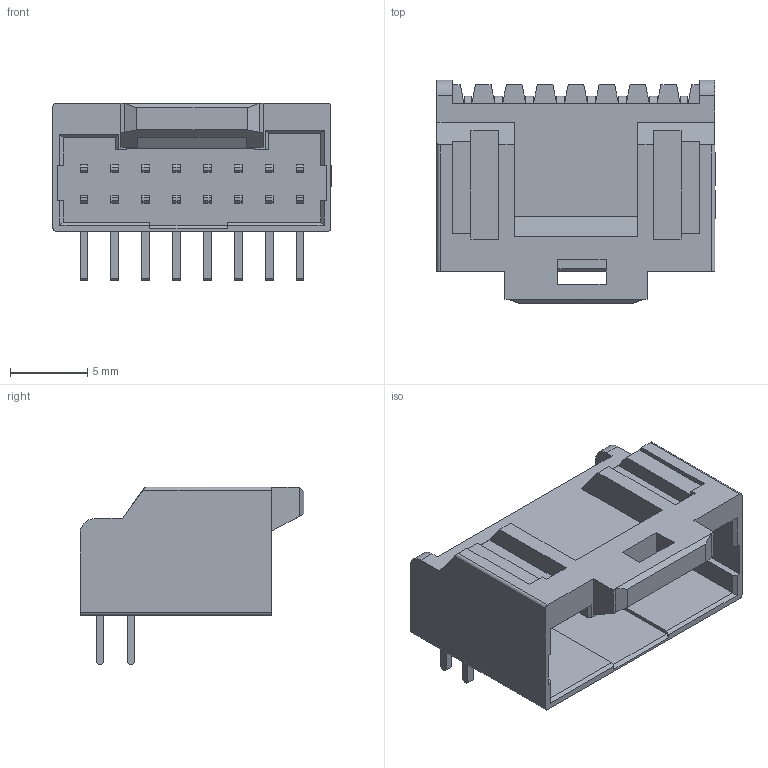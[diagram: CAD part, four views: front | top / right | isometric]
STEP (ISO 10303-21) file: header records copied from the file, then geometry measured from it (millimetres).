
FILE_DESCRIPTION (( 'STEP AP214' ), '1' );
FILE_NAME ('CONN-TH_5018761640.step', '2022-08-03T17:19:46', ( '' ), ( '' ), 'SwSTEP 2.0', 'SolidWorks 2020', '' );
FILE_SCHEMA (( 'AUTOMOTIVE_DESIGN' ));
Length unit declared in the file: millimetre
Products named in the file (1): CONN-TH_5018761640
Bounding box: 18 x 14.5 x 11.5 mm (x, y, z)
Volume: 756.7 mm3; surface area: 1740.2 mm2
Topology: 14 solids, 14 shells, 679 faces, 1924 edges, 1280 vertices
Faces by surface type: plane 543, bspline 114, cylinder 22
Entity records: 28556 total; most frequent: CARTESIAN_POINT 6252, ORIENTED_EDGE 3848, DIRECTION 2864, EDGE_CURVE 1924, LINE 1648, VECTOR 1648, VERTEX_POINT 1280, EDGE_LOOP 732
